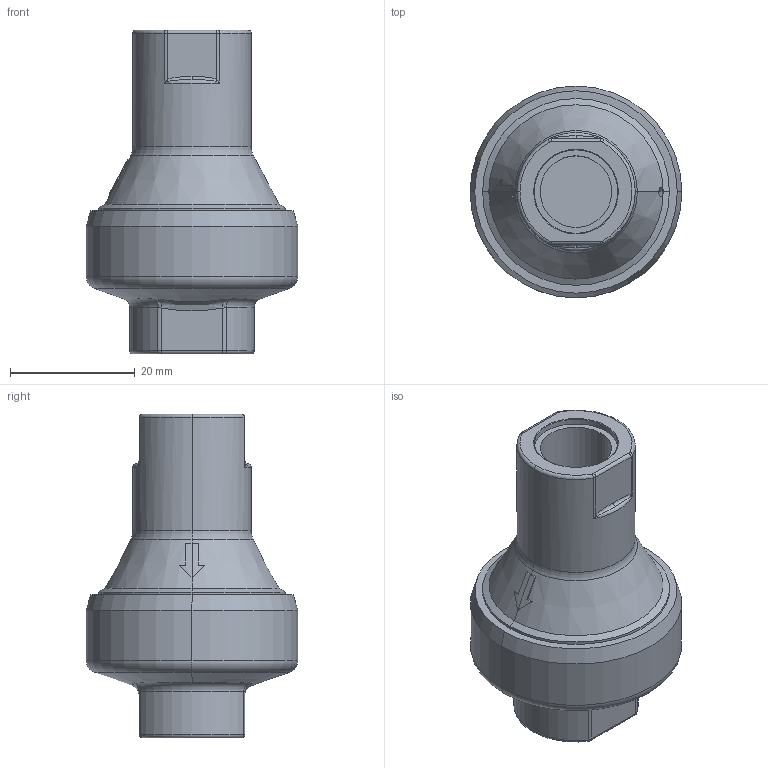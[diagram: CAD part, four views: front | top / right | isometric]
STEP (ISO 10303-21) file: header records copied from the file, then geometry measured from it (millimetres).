
FILE_DESCRIPTION (( 'STEP AP214' ), '1' );
FILE_NAME ('1721524 Tri-In-Line Oxyreg G1-4 1.0bar.STEP', '2021-10-26T11:19:53', ( '' ), ( '' ), 'SwSTEP 2.0', 'SolidWorks 2021', '' );
FILE_SCHEMA (( 'AUTOMOTIVE_DESIGN' ));
Length unit declared in the file: millimetre
Products named in the file (1): 1721524 Tri-In-Line Oxyreg G1-4 1.0bar
Bounding box: 34 x 34 x 52 mm (x, y, z)
Volume: 22255.7 mm3; surface area: 5873 mm2
Topology: 1 solids, 1 shells, 98 faces, 221 edges, 125 vertices
Faces by surface type: cylinder 29, torus 23, plane 18, cone 14, bspline 14
Entity records: 4132 total; most frequent: CARTESIAN_POINT 961, DIRECTION 464, ORIENTED_EDGE 434, EDGE_CURVE 217, AXIS2_PLACEMENT_3D 202, VERTEX_POINT 125, CIRCLE 117, EDGE_LOOP 102
